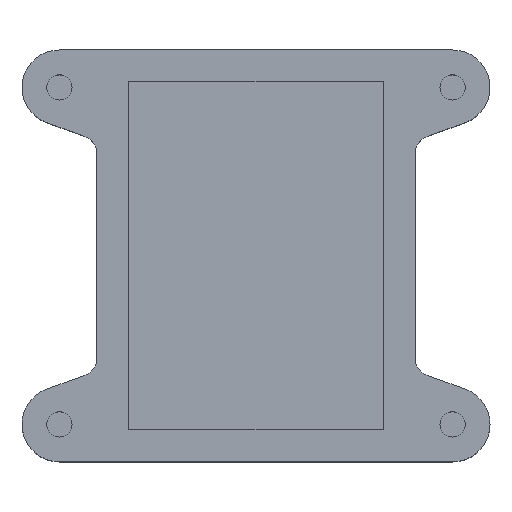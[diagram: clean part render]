
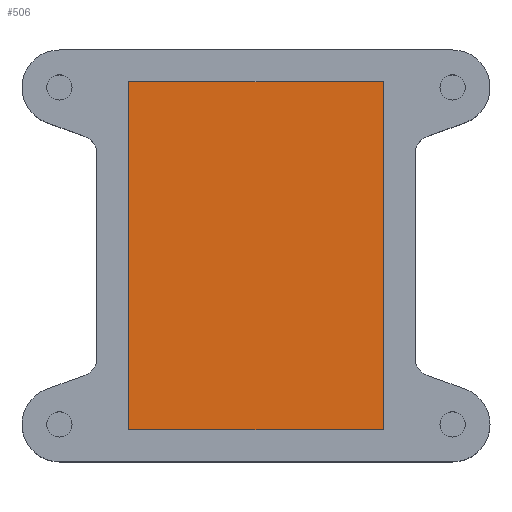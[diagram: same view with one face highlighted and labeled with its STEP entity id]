
A CAD part, top view. The second image highlights one B-rep face of the part: STEP entity #506.
In plain terms, the highlighted planar face has unit normal (0, 0, 1).
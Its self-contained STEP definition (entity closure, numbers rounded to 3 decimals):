
#60=FACE_OUTER_BOUND('',#91,.T.);
#91=EDGE_LOOP('',(#355,#356,#357,#358));
#123=LINE('',#766,#171);
#127=LINE('',#774,#175);
#130=LINE('',#780,#178);
#133=LINE('',#785,#181);
#171=VECTOR('',#606,10.);
#175=VECTOR('',#612,10.);
#178=VECTOR('',#617,10.);
#181=VECTOR('',#622,10.);
#219=VERTEX_POINT('',#764);
#220=VERTEX_POINT('',#765);
#223=VERTEX_POINT('',#773);
#225=VERTEX_POINT('',#779);
#267=EDGE_CURVE('',#219,#220,#123,.F.);
#271=EDGE_CURVE('',#220,#223,#127,.F.);
#274=EDGE_CURVE('',#223,#225,#130,.F.);
#277=EDGE_CURVE('',#225,#219,#133,.F.);
#355=ORIENTED_EDGE('',*,*,#274,.T.);
#356=ORIENTED_EDGE('',*,*,#277,.T.);
#357=ORIENTED_EDGE('',*,*,#267,.T.);
#358=ORIENTED_EDGE('',*,*,#271,.T.);
#487=PLANE('',#551);
#506=ADVANCED_FACE('',(#60),#487,.F.);
#551=AXIS2_PLACEMENT_3D('',#787,#624,#625);
#606=DIRECTION('',(0.,1.,0.));
#612=DIRECTION('',(-1.,0.,0.));
#617=DIRECTION('',(0.,-1.,0.));
#622=DIRECTION('',(1.,0.,0.));
#624=DIRECTION('center_axis',(0.,0.,-1.));
#625=DIRECTION('ref_axis',(-1.,0.,0.));
#764=CARTESIAN_POINT('',(-6.754,9.308,-5.));
#765=CARTESIAN_POINT('',(-6.754,-9.292,-5.));
#766=CARTESIAN_POINT('',(-6.754,-4.642,-5.));
#773=CARTESIAN_POINT('',(6.846,-9.292,-5.));
#774=CARTESIAN_POINT('',(3.446,-9.292,-5.));
#779=CARTESIAN_POINT('',(6.846,9.308,-5.));
#780=CARTESIAN_POINT('',(6.846,4.658,-5.));
#785=CARTESIAN_POINT('',(-3.354,9.308,-5.));
#787=CARTESIAN_POINT('Origin',(0.046,0.008,-5.));
